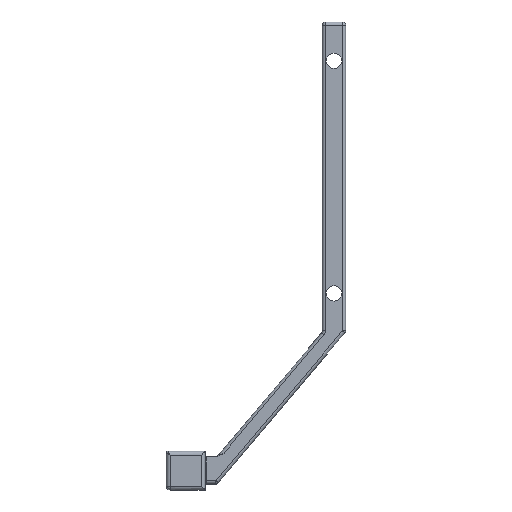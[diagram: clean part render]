
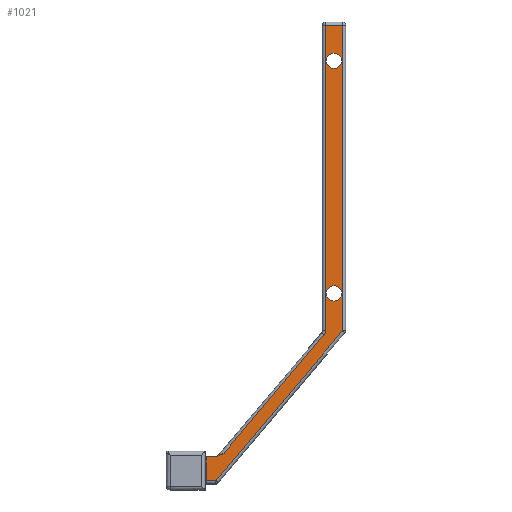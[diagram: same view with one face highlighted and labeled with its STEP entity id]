
A CAD part, front view. The second image highlights one B-rep face of the part: STEP entity #1021.
In plain terms, the highlighted planar face has unit normal (0, -1, 0).
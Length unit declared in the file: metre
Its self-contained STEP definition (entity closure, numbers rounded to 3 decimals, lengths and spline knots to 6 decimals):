
#89=B_SPLINE_CURVE_WITH_KNOTS('',3,(#1637,#1638,#1639,#1640,#1641,#1642),
 .UNSPECIFIED.,.F.,.F.,(4,1,1,4),(0.,0.002974,0.005947,
0.011895),.UNSPECIFIED.);
#91=LINE('',#1618,#164);
#92=LINE('',#1621,#165);
#93=LINE('',#1623,#166);
#94=LINE('',#1625,#167);
#95=LINE('',#1627,#168);
#96=LINE('',#1629,#169);
#97=LINE('',#1631,#170);
#98=LINE('',#1635,#171);
#164=VECTOR('',#1257,1.);
#165=VECTOR('',#1258,1.);
#166=VECTOR('',#1259,1.);
#167=VECTOR('',#1260,1.);
#168=VECTOR('',#1261,1.);
#169=VECTOR('',#1262,1.);
#170=VECTOR('',#1263,1.);
#171=VECTOR('',#1266,1.);
#237=ORIENTED_EDGE('',*,*,#545,.T.);
#238=ORIENTED_EDGE('',*,*,#546,.T.);
#239=ORIENTED_EDGE('',*,*,#547,.T.);
#240=ORIENTED_EDGE('',*,*,#548,.T.);
#241=ORIENTED_EDGE('',*,*,#549,.T.);
#242=ORIENTED_EDGE('',*,*,#550,.T.);
#243=ORIENTED_EDGE('',*,*,#551,.T.);
#244=ORIENTED_EDGE('',*,*,#552,.T.);
#245=ORIENTED_EDGE('',*,*,#553,.F.);
#246=ORIENTED_EDGE('',*,*,#554,.T.);
#247=ORIENTED_EDGE('',*,*,#555,.T.);
#248=ORIENTED_EDGE('',*,*,#556,.F.);
#545=EDGE_CURVE('',#699,#699,#784,.T.);
#546=EDGE_CURVE('',#700,#701,#91,.T.);
#547=EDGE_CURVE('',#701,#702,#92,.T.);
#548=EDGE_CURVE('',#702,#703,#93,.F.);
#549=EDGE_CURVE('',#703,#704,#94,.F.);
#550=EDGE_CURVE('',#704,#705,#95,.F.);
#551=EDGE_CURVE('',#705,#706,#96,.T.);
#552=EDGE_CURVE('',#706,#707,#97,.T.);
#553=EDGE_CURVE('',#708,#707,#785,.T.);
#554=EDGE_CURVE('',#708,#709,#98,.F.);
#555=EDGE_CURVE('',#709,#700,#89,.F.);
#556=EDGE_CURVE('',#710,#710,#786,.T.);
#699=VERTEX_POINT('',#1617);
#700=VERTEX_POINT('',#1619);
#701=VERTEX_POINT('',#1620);
#702=VERTEX_POINT('',#1622);
#703=VERTEX_POINT('',#1624);
#704=VERTEX_POINT('',#1626);
#705=VERTEX_POINT('',#1628);
#706=VERTEX_POINT('',#1630);
#707=VERTEX_POINT('',#1632);
#708=VERTEX_POINT('',#1634);
#709=VERTEX_POINT('',#1636);
#710=VERTEX_POINT('',#1644);
#784=CIRCLE('',#1108,0.01);
#785=CIRCLE('',#1109,0.008);
#786=CIRCLE('',#1110,0.01);
#841=EDGE_LOOP('',(#237));
#842=EDGE_LOOP('',(#238,#239,#240,#241,#242,#243,#244,#245,#246,#247));
#843=EDGE_LOOP('',(#248));
#922=FACE_BOUND('',#841,.T.);
#923=FACE_BOUND('',#842,.T.);
#924=FACE_BOUND('',#843,.T.);
#1003=PLANE('',#1107);
#1021=ADVANCED_FACE('',(#922,#923,#924),#1003,.T.);
#1107=AXIS2_PLACEMENT_3D('',#1615,#1253,#1254);
#1108=AXIS2_PLACEMENT_3D('',#1616,#1255,#1256);
#1109=AXIS2_PLACEMENT_3D('',#1633,#1264,#1265);
#1110=AXIS2_PLACEMENT_3D('',#1643,#1267,#1268);
#1253=DIRECTION('',(0.,-1.,0.));
#1254=DIRECTION('',(1.,0.,0.));
#1255=DIRECTION('',(0.,1.,0.));
#1256=DIRECTION('',(0.,0.,-1.));
#1257=DIRECTION('',(-1.,0.,0.));
#1258=DIRECTION('',(0.,0.,-1.));
#1259=DIRECTION('',(-1.,0.,0.));
#1260=DIRECTION('',(-0.646,0.,-0.763));
#1261=DIRECTION('',(0.,0.,-1.));
#1262=DIRECTION('',(-1.,0.,0.));
#1263=DIRECTION('',(0.,0.,-1.));
#1264=DIRECTION('',(0.,-1.,0.));
#1265=DIRECTION('',(0.,0.,-1.));
#1266=DIRECTION('',(0.646,0.,0.763));
#1267=DIRECTION('',(0.,-1.,0.));
#1268=DIRECTION('',(0.,0.,-1.));
#1615=CARTESIAN_POINT('',(-0.07563,-0.01,-0.098247));
#1616=CARTESIAN_POINT('',(0.,-0.01,-0.15));
#1617=CARTESIAN_POINT('',(0.,-0.01,-0.16));
#1618=CARTESIAN_POINT('',(-0.15876,-0.01,-0.361038));
#1619=CARTESIAN_POINT('',(-0.152351,-0.01,-0.361038));
#1620=CARTESIAN_POINT('',(-0.16426,-0.01,-0.361038));
#1621=CARTESIAN_POINT('',(-0.16426,-0.01,-0.098247));
#1622=CARTESIAN_POINT('',(-0.16426,-0.01,-0.391493));
#1623=CARTESIAN_POINT('',(-0.07563,-0.01,-0.391493));
#1624=CARTESIAN_POINT('',(-0.152269,-0.01,-0.391493));
#1625=CARTESIAN_POINT('',(0.024308,-0.01,-0.182807));
#1626=CARTESIAN_POINT('',(0.011,-0.01,-0.198535));
#1627=CARTESIAN_POINT('',(0.011,-0.01,-0.098247));
#1628=CARTESIAN_POINT('',(0.011,-0.01,0.196));
#1629=CARTESIAN_POINT('',(-0.015,-0.01,0.196));
#1630=CARTESIAN_POINT('',(-0.011,-0.01,0.196));
#1631=CARTESIAN_POINT('',(-0.011,-0.01,-0.2));
#1632=CARTESIAN_POINT('',(-0.011,-0.01,-0.198535));
#1633=CARTESIAN_POINT('',(-0.019,-0.01,-0.198535));
#1634=CARTESIAN_POINT('',(-0.012893,-0.01,-0.203702));
#1635=CARTESIAN_POINT('',(0.012932,-0.01,-0.173182));
#1636=CARTESIAN_POINT('',(-0.14179,-0.01,-0.356038));
#1637=CARTESIAN_POINT('',(-0.152351,-0.01,-0.361038));
#1638=CARTESIAN_POINT('',(-0.151349,-0.01,-0.361038));
#1639=CARTESIAN_POINT('',(-0.14938,-0.01,-0.360612));
#1640=CARTESIAN_POINT('',(-0.145848,-0.01,-0.358873));
#1641=CARTESIAN_POINT('',(-0.14342,-0.01,-0.357166));
#1642=CARTESIAN_POINT('',(-0.14179,-0.01,-0.356038));
#1643=CARTESIAN_POINT('',(0.,-0.01,0.15));
#1644=CARTESIAN_POINT('',(0.,-0.01,0.14));
